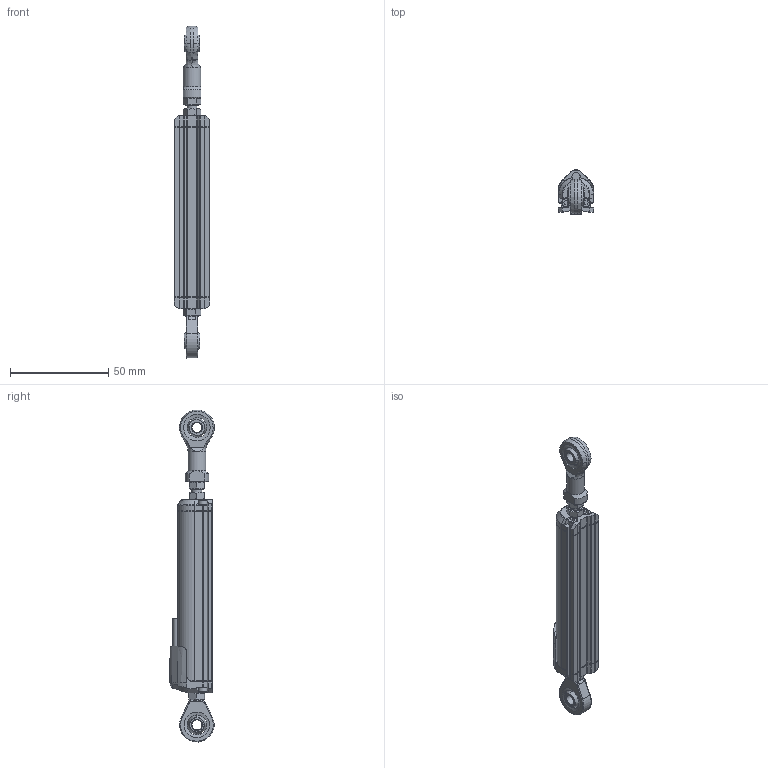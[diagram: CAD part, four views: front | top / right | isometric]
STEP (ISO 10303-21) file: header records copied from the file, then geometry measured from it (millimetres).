
FILE_DESCRIPTION (( 'STEP AP214' ), '1' );
FILE_NAME ('LCR-18P-0050-A2-1A.STEP', '2024-10-02T11:23:37', ( '' ), ( '' ), 'SwSTEP 2.0', 'SolidWorks 2023', '' );
FILE_SCHEMA (( 'AUTOMOTIVE_DESIGN' ));
Length unit declared in the file: inch
Products named in the file (1): LCR-18P-0050-A2-1A
Bounding box: 18 x 22.76 x 168.61 mm (x, y, z)
Volume: 32324.9 mm3; surface area: 18440.2 mm2
Topology: 20 solids, 20 shells, 515 faces, 1297 edges, 836 vertices
Faces by surface type: plane 289, cylinder 136, bspline 47, cone 43
Full cylindrical faces by diameter (mm): 1.5 x2, 2.6 x2, 2.65 x2, 2.875 x4, 4.2 x1, 4.6 x4, 5 x9, 5.4 x1, 6.9 x1, 9 x1, 10 x2, 13 x2, 13.5 x2
Entity records: 20002 total; most frequent: CARTESIAN_POINT 8118, ORIENTED_EDGE 2416, DIRECTION 2257, EDGE_CURVE 1208, VERTEX_POINT 811, AXIS2_PLACEMENT_3D 761, VECTOR 735, LINE 735
